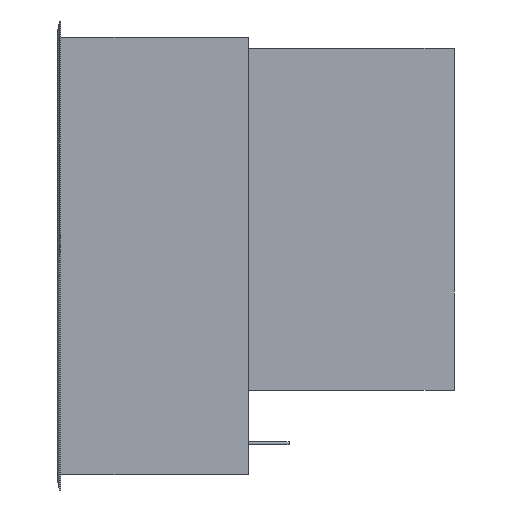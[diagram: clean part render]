
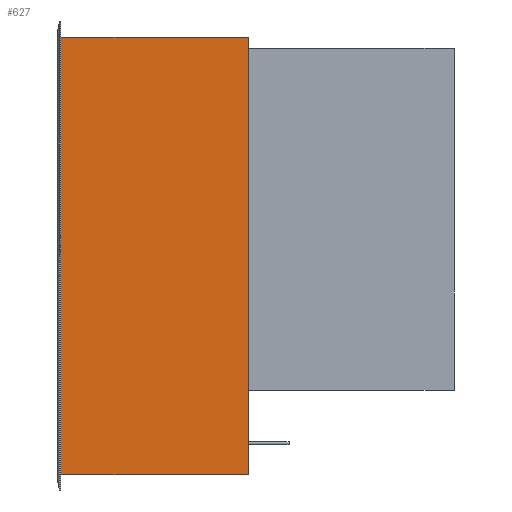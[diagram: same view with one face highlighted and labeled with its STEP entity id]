
A CAD part, left-side view. The second image highlights one B-rep face of the part: STEP entity #627.
In plain terms, the highlighted planar face has unit normal (-1, 0, 0).
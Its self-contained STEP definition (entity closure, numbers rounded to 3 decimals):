
#68=FACE_OUTER_BOUND('',#107,.T.);
#107=EDGE_LOOP('',(#533,#534,#535,#536));
#167=LINE('',#1004,#238);
#179=LINE('',#1031,#250);
#180=LINE('',#1032,#251);
#181=LINE('',#1033,#252);
#238=VECTOR('',#821,10.);
#250=VECTOR('',#853,10.);
#251=VECTOR('',#854,10.);
#252=VECTOR('',#855,10.);
#305=VERTEX_POINT('',#1002);
#306=VERTEX_POINT('',#1003);
#310=VERTEX_POINT('',#1029);
#311=VERTEX_POINT('',#1030);
#377=EDGE_CURVE('',#305,#306,#167,.T.);
#389=EDGE_CURVE('',#310,#311,#179,.T.);
#390=EDGE_CURVE('',#311,#306,#180,.T.);
#391=EDGE_CURVE('',#310,#305,#181,.T.);
#533=ORIENTED_EDGE('',*,*,#389,.T.);
#534=ORIENTED_EDGE('',*,*,#390,.T.);
#535=ORIENTED_EDGE('',*,*,#377,.F.);
#536=ORIENTED_EDGE('',*,*,#391,.F.);
#591=PLANE('',#695);
#627=ADVANCED_FACE('',(#68),#591,.T.);
#695=AXIS2_PLACEMENT_3D('',#1028,#851,#852);
#821=DIRECTION('',(0.,0.,1.));
#851=DIRECTION('center_axis',(-1.,0.,0.));
#852=DIRECTION('ref_axis',(0.,0.,1.));
#853=DIRECTION('',(0.,0.,1.));
#854=DIRECTION('',(0.,1.,0.));
#855=DIRECTION('',(0.,1.,0.));
#1002=CARTESIAN_POINT('',(-683.5,256.2,-298.));
#1003=CARTESIAN_POINT('',(-683.5,256.2,298.));
#1004=CARTESIAN_POINT('',(-683.5,256.2,-298.));
#1028=CARTESIAN_POINT('Origin',(-683.5,0.,-298.));
#1029=CARTESIAN_POINT('',(-683.5,0.,-298.));
#1030=CARTESIAN_POINT('',(-683.5,0.,298.));
#1031=CARTESIAN_POINT('',(-683.5,0.,-298.));
#1032=CARTESIAN_POINT('',(-683.5,0.,298.));
#1033=CARTESIAN_POINT('',(-683.5,0.,-298.));
